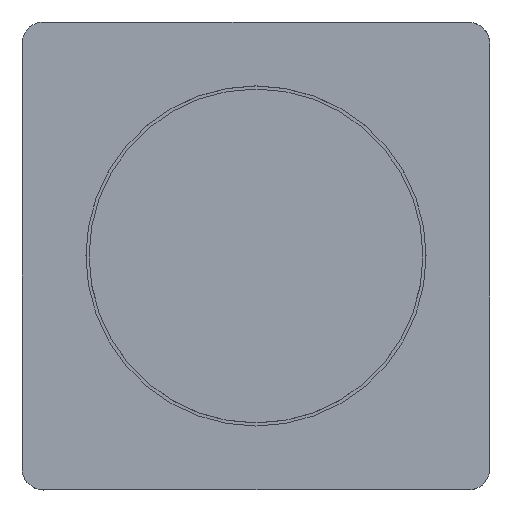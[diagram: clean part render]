
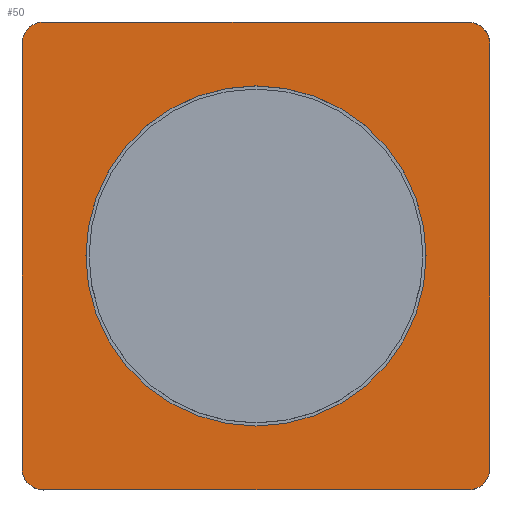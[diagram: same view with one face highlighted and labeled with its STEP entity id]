
A CAD part, top view. The second image highlights one B-rep face of the part: STEP entity #50.
In plain terms, the highlighted planar face has unit normal (0, 0, 1).
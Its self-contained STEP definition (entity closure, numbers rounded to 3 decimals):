
#50=ADVANCED_FACE('',(#120,#121),#122,.T.);
#120=FACE_OUTER_BOUND('',#257,.T.);
#121=FACE_BOUND('',#258,.T.);
#122=PLANE('',#259);
#257=EDGE_LOOP('',(#422,#423,#424,#425,#426,#427,#428,#429));
#258=EDGE_LOOP('',(#430,#431,#432,#433));
#259=AXIS2_PLACEMENT_3D('',#434,#435,#436);
#422=ORIENTED_EDGE('',*,*,#1019,.T.);
#423=ORIENTED_EDGE('',*,*,#1020,.T.);
#424=ORIENTED_EDGE('',*,*,#1021,.T.);
#425=ORIENTED_EDGE('',*,*,#1022,.T.);
#426=ORIENTED_EDGE('',*,*,#1023,.T.);
#427=ORIENTED_EDGE('',*,*,#1024,.T.);
#428=ORIENTED_EDGE('',*,*,#1025,.T.);
#429=ORIENTED_EDGE('',*,*,#1026,.T.);
#430=ORIENTED_EDGE('',*,*,#1027,.F.);
#431=ORIENTED_EDGE('',*,*,#1028,.F.);
#432=ORIENTED_EDGE('',*,*,#1018,.F.);
#433=ORIENTED_EDGE('',*,*,#1013,.F.);
#434=CARTESIAN_POINT('',(0.0,0.0,10.0));
#435=DIRECTION('',(0.0,0.0,1.0));
#436=DIRECTION('',(1.0,-0.0,0.0));
#1013=EDGE_CURVE('',#1186,#1189,#1190,.T.);
#1018=EDGE_CURVE('',#1189,#1195,#1198,.T.);
#1019=EDGE_CURVE('',#1199,#1200,#1201,.T.);
#1020=EDGE_CURVE('',#1200,#1202,#1203,.T.);
#1021=EDGE_CURVE('',#1202,#1204,#1205,.T.);
#1022=EDGE_CURVE('',#1204,#1206,#1207,.T.);
#1023=EDGE_CURVE('',#1206,#1208,#1209,.T.);
#1024=EDGE_CURVE('',#1208,#1210,#1211,.T.);
#1025=EDGE_CURVE('',#1210,#1212,#1213,.T.);
#1026=EDGE_CURVE('',#1212,#1199,#1214,.T.);
#1027=EDGE_CURVE('',#1215,#1186,#1216,.T.);
#1028=EDGE_CURVE('',#1195,#1215,#1217,.T.);
#1186=VERTEX_POINT('',#1469);
#1189=VERTEX_POINT('',#1473);
#1190=CIRCLE('',#1474,37.858);
#1195=VERTEX_POINT('',#1480);
#1198=CIRCLE('',#1484,37.858);
#1199=VERTEX_POINT('',#1485);
#1200=VERTEX_POINT('',#1486);
#1201=B_SPLINE_CURVE_WITH_KNOTS('',3,(#1487,#1488,#1489,#1490,#1491,#1492,#1493,#1494,#1495,#1496),.UNSPECIFIED.,.F.,.F.,(4,1,1,1,1,1,1,4),(0.0,0.143,0.286,0.429,0.572,0.714,0.857,1.0),.UNSPECIFIED.);
#1202=VERTEX_POINT('',#1497);
#1203=LINE('',#1498,#1499);
#1204=VERTEX_POINT('',#1500);
#1205=B_SPLINE_CURVE_WITH_KNOTS('',3,(#1501,#1502,#1503,#1504,#1505,#1506,#1507,#1508,#1509,#1510),.UNSPECIFIED.,.F.,.F.,(4,1,1,1,1,1,1,4),(0.0,0.143,0.286,0.429,0.572,0.714,0.857,1.0),.UNSPECIFIED.);
#1206=VERTEX_POINT('',#1511);
#1207=LINE('',#1512,#1513);
#1208=VERTEX_POINT('',#1514);
#1209=B_SPLINE_CURVE_WITH_KNOTS('',3,(#1515,#1516,#1517,#1518,#1519,#1520,#1521,#1522,#1523,#1524),.UNSPECIFIED.,.F.,.F.,(4,1,1,1,1,1,1,4),(0.0,0.143,0.286,0.429,0.572,0.714,0.857,1.0),.UNSPECIFIED.);
#1210=VERTEX_POINT('',#1525);
#1211=LINE('',#1526,#1527);
#1212=VERTEX_POINT('',#1528);
#1213=B_SPLINE_CURVE_WITH_KNOTS('',3,(#1529,#1530,#1531,#1532,#1533,#1534,#1535,#1536,#1537,#1538),.UNSPECIFIED.,.F.,.F.,(4,1,1,1,1,1,1,4),(0.0,0.143,0.286,0.429,0.572,0.714,0.857,1.0),.UNSPECIFIED.);
#1214=LINE('',#1539,#1540);
#1215=VERTEX_POINT('',#1541);
#1216=CIRCLE('',#1542,37.858);
#1217=CIRCLE('',#1543,37.858);
#1469=CARTESIAN_POINT('',(37.858,0.,10.0));
#1473=CARTESIAN_POINT('',(0.,37.858,10.0));
#1474=AXIS2_PLACEMENT_3D('',#1997,#1998,#1999);
#1480=CARTESIAN_POINT('',(-37.858,0.,10.0));
#1484=AXIS2_PLACEMENT_3D('',#2008,#2009,#2010);
#1485=CARTESIAN_POINT('',(-47.285,52.079,10.0));
#1486=CARTESIAN_POINT('',(-52.079,47.285,10.0));
#1487=CARTESIAN_POINT('',(-47.285,52.079,10.0));
#1488=CARTESIAN_POINT('',(-47.643,52.078,10.0));
#1489=CARTESIAN_POINT('',(-48.362,51.997,10.0));
#1490=CARTESIAN_POINT('',(-49.384,51.64,10.0));
#1491=CARTESIAN_POINT('',(-50.3,51.064,10.0));
#1492=CARTESIAN_POINT('',(-51.065,50.298,10.0));
#1493=CARTESIAN_POINT('',(-51.64,49.382,10.0));
#1494=CARTESIAN_POINT('',(-51.998,48.361,10.0));
#1495=CARTESIAN_POINT('',(-52.078,47.643,10.0));
#1496=CARTESIAN_POINT('',(-52.079,47.285,10.0));
#1497=CARTESIAN_POINT('',(-52.079,-47.285,10.0));
#1498=CARTESIAN_POINT('',(-52.079,47.285,10.0));
#1499=VECTOR('',#2011,94.57);
#1500=CARTESIAN_POINT('',(-47.285,-52.079,10.0));
#1501=CARTESIAN_POINT('',(-52.079,-47.285,10.0));
#1502=CARTESIAN_POINT('',(-52.078,-47.643,10.0));
#1503=CARTESIAN_POINT('',(-51.997,-48.362,10.0));
#1504=CARTESIAN_POINT('',(-51.64,-49.384,10.0));
#1505=CARTESIAN_POINT('',(-51.064,-50.3,10.0));
#1506=CARTESIAN_POINT('',(-50.298,-51.065,10.0));
#1507=CARTESIAN_POINT('',(-49.382,-51.64,10.0));
#1508=CARTESIAN_POINT('',(-48.361,-51.998,10.0));
#1509=CARTESIAN_POINT('',(-47.643,-52.078,10.0));
#1510=CARTESIAN_POINT('',(-47.285,-52.079,10.0));
#1511=CARTESIAN_POINT('',(47.285,-52.079,10.0));
#1512=CARTESIAN_POINT('',(-47.285,-52.079,10.0));
#1513=VECTOR('',#2012,94.57);
#1514=CARTESIAN_POINT('',(52.079,-47.285,10.0));
#1515=CARTESIAN_POINT('',(47.285,-52.079,10.0));
#1516=CARTESIAN_POINT('',(47.643,-52.078,10.0));
#1517=CARTESIAN_POINT('',(48.362,-51.997,10.0));
#1518=CARTESIAN_POINT('',(49.384,-51.64,10.0));
#1519=CARTESIAN_POINT('',(50.3,-51.064,10.0));
#1520=CARTESIAN_POINT('',(51.065,-50.298,10.0));
#1521=CARTESIAN_POINT('',(51.64,-49.382,10.0));
#1522=CARTESIAN_POINT('',(51.998,-48.361,10.0));
#1523=CARTESIAN_POINT('',(52.078,-47.643,10.0));
#1524=CARTESIAN_POINT('',(52.079,-47.285,10.0));
#1525=CARTESIAN_POINT('',(52.079,47.085,10.0));
#1526=CARTESIAN_POINT('',(52.079,-47.285,10.0));
#1527=VECTOR('',#2013,94.37);
#1528=CARTESIAN_POINT('',(47.085,52.079,10.0));
#1529=CARTESIAN_POINT('',(52.079,47.085,10.0));
#1530=CARTESIAN_POINT('',(52.079,47.459,10.0));
#1531=CARTESIAN_POINT('',(51.994,48.207,10.0));
#1532=CARTESIAN_POINT('',(51.621,49.271,10.0));
#1533=CARTESIAN_POINT('',(51.021,50.226,10.0));
#1534=CARTESIAN_POINT('',(50.224,51.023,10.0));
#1535=CARTESIAN_POINT('',(49.27,51.622,10.0));
#1536=CARTESIAN_POINT('',(48.206,51.994,10.0));
#1537=CARTESIAN_POINT('',(47.458,52.079,10.0));
#1538=CARTESIAN_POINT('',(47.085,52.079,10.0));
#1539=CARTESIAN_POINT('',(47.085,52.079,10.0));
#1540=VECTOR('',#2014,94.37);
#1541=CARTESIAN_POINT('',(0.,-37.858,10.0));
#1542=AXIS2_PLACEMENT_3D('',#2015,#2016,#2017);
#1543=AXIS2_PLACEMENT_3D('',#2018,#2019,#2020);
#1997=CARTESIAN_POINT('',(0.0,0.0,10.0));
#1998=DIRECTION('',(0.0,0.0,1.0));
#1999=DIRECTION('',(0.,-1.,0.0));
#2008=CARTESIAN_POINT('',(0.0,0.0,10.0));
#2009=DIRECTION('',(0.0,0.0,1.0));
#2010=DIRECTION('',(0.,1.,0.0));
#2011=DIRECTION('',(0.,-1.0,0.0));
#2012=DIRECTION('',(1.0,0.,0.0));
#2013=DIRECTION('',(0.,1.0,0.0));
#2014=DIRECTION('',(-1.0,0.,0.0));
#2015=CARTESIAN_POINT('',(0.0,0.0,10.0));
#2016=DIRECTION('',(0.0,0.0,1.0));
#2017=DIRECTION('',(0.,-1.,0.0));
#2018=CARTESIAN_POINT('',(0.0,0.0,10.0));
#2019=DIRECTION('',(0.0,0.0,1.0));
#2020=DIRECTION('',(0.,1.,0.0));
